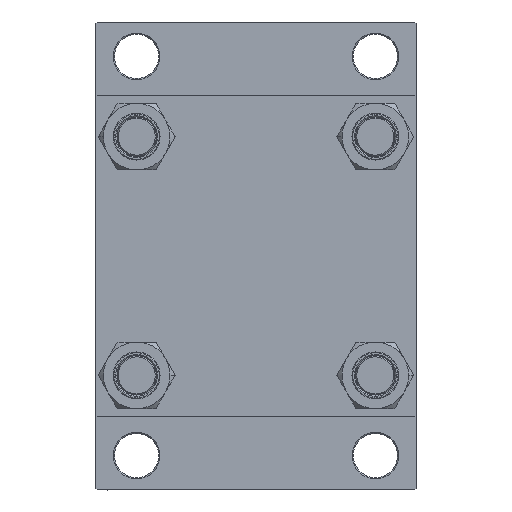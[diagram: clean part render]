
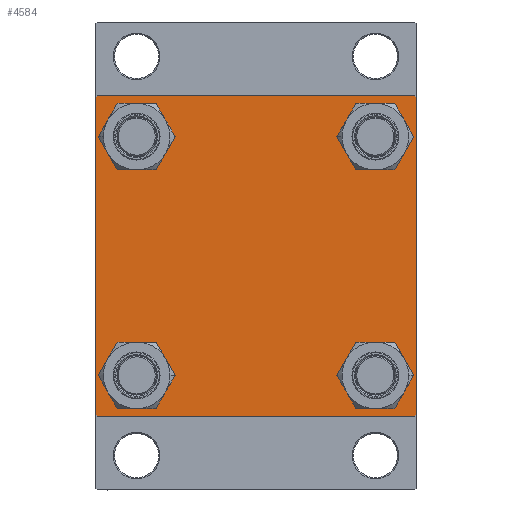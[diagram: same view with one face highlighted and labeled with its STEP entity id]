
A CAD part, left-side view. The second image highlights one B-rep face of the part: STEP entity #4584.
In plain terms, the highlighted planar face has unit normal (-1, 0, 0).
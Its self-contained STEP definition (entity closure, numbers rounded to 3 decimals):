
#24 = CARTESIAN_POINT ( 'NONE',  ( 0., -48.45, -48.45 ) ) ;
#136 = ORIENTED_EDGE ( 'NONE', *, *, #47876, .T. ) ;
#297 = FACE_OUTER_BOUND ( 'NONE', #16761, .T. ) ;
#526 = PLANE ( 'NONE',  #27959 ) ;
#670 = CARTESIAN_POINT ( 'NONE',  ( 0., 64.5, -65. ) ) ;
#776 = CARTESIAN_POINT ( 'NONE',  ( 0., 65., 65. ) ) ;
#1129 = DIRECTION ( 'NONE',  ( 1., 0., 0. ) ) ;
#1299 = DIRECTION ( 'NONE',  ( 0., 0., 1. ) ) ;
#2415 = DIRECTION ( 'NONE',  ( 0., 0., -1. ) ) ;
#2633 = DIRECTION ( 'NONE',  ( 0., 0.707, 0.707 ) ) ;
#2659 = AXIS2_PLACEMENT_3D ( 'NONE', #24, #47572, #40527 ) ;
#2879 = CARTESIAN_POINT ( 'NONE',  ( 0., 65., -65. ) ) ;
#3248 = AXIS2_PLACEMENT_3D ( 'NONE', #6151, #5438, #16600 ) ;
#3636 = EDGE_CURVE ( 'NONE', #24712, #36440, #28694, .T. ) ;
#3927 = CARTESIAN_POINT ( 'NONE',  ( 0., -48.45, -39.95 ) ) ;
#4200 = CARTESIAN_POINT ( 'NONE',  ( 0., -48.45, 39.95 ) ) ;
#4204 = DIRECTION ( 'NONE',  ( 0., 0., -1. ) ) ;
#4492 = VERTEX_POINT ( 'NONE', #21202 ) ;
#4584 = ADVANCED_FACE ( 'NONE', ( #7098, #37169, #22372, #41262, #297 ), #526, .T. ) ;
#5438 = DIRECTION ( 'NONE',  ( 1., 0., 0. ) ) ;
#5577 = CARTESIAN_POINT ( 'NONE',  ( 0., -65., 65. ) ) ;
#5844 = VERTEX_POINT ( 'NONE', #19891 ) ;
#6151 = CARTESIAN_POINT ( 'NONE',  ( 0., -48.45, 48.45 ) ) ;
#6267 = VERTEX_POINT ( 'NONE', #25385 ) ;
#6663 = AXIS2_PLACEMENT_3D ( 'NONE', #10432, #39135, #40254 ) ;
#6664 = EDGE_CURVE ( 'NONE', #47828, #20517, #24916, .T. ) ;
#7098 = FACE_BOUND ( 'NONE', #42220, .T. ) ;
#7335 = CARTESIAN_POINT ( 'NONE',  ( 0., 0., 0. ) ) ;
#7817 = CARTESIAN_POINT ( 'NONE',  ( 0., 48.45, -48.45 ) ) ;
#8074 = CIRCLE ( 'NONE', #2659, 8.5 ) ;
#8863 = LINE ( 'NONE', #20504, #31708 ) ;
#9176 = EDGE_CURVE ( 'NONE', #36809, #9893, #34743, .T. ) ;
#9893 = VERTEX_POINT ( 'NONE', #670 ) ;
#10257 = ORIENTED_EDGE ( 'NONE', *, *, #35343, .T. ) ;
#10432 = CARTESIAN_POINT ( 'NONE',  ( 0., 48.45, 48.45 ) ) ;
#10471 = EDGE_CURVE ( 'NONE', #41320, #16750, #8074, .T. ) ;
#10779 = CARTESIAN_POINT ( 'NONE',  ( 0., 48.45, 48.45 ) ) ;
#11014 = CARTESIAN_POINT ( 'NONE',  ( 0., 65., 65. ) ) ;
#11687 = CARTESIAN_POINT ( 'NONE',  ( 0., 64.75, 64.75 ) ) ;
#11725 = AXIS2_PLACEMENT_3D ( 'NONE', #26724, #14606, #30130 ) ;
#11891 = VECTOR ( 'NONE', #11940, 1000. ) ;
#11940 = DIRECTION ( 'NONE',  ( 0., -0.707, -0.707 ) ) ;
#13523 = CARTESIAN_POINT ( 'NONE',  ( 0., 48.45, -39.95 ) ) ;
#13524 = VECTOR ( 'NONE', #36592, 1000. ) ;
#14537 = DIRECTION ( 'NONE',  ( 1., 0., 0. ) ) ;
#14592 = ORIENTED_EDGE ( 'NONE', *, *, #24693, .T. ) ;
#14606 = DIRECTION ( 'NONE',  ( 1., 0., 0. ) ) ;
#14629 = DIRECTION ( 'NONE',  ( 1., 0., 0. ) ) ;
#14874 = EDGE_CURVE ( 'NONE', #36440, #24712, #27591, .T. ) ;
#15614 = ORIENTED_EDGE ( 'NONE', *, *, #22055, .T. ) ;
#16069 = CIRCLE ( 'NONE', #26150, 8.5 ) ;
#16435 = ORIENTED_EDGE ( 'NONE', *, *, #40325, .T. ) ;
#16600 = DIRECTION ( 'NONE',  ( 0., 0., 1. ) ) ;
#16618 = DIRECTION ( 'NONE',  ( 0., -0.707, 0.707 ) ) ;
#16750 = VERTEX_POINT ( 'NONE', #3927 ) ;
#16761 = EDGE_LOOP ( 'NONE', ( #15614, #45123, #136, #14592, #46870, #18480, #44178, #34706 ) ) ;
#16880 = CARTESIAN_POINT ( 'NONE',  ( 0., -48.45, -56.95 ) ) ;
#17263 = ORIENTED_EDGE ( 'NONE', *, *, #6664, .T. ) ;
#17540 = EDGE_LOOP ( 'NONE', ( #19566, #17647 ) ) ;
#17647 = ORIENTED_EDGE ( 'NONE', *, *, #14874, .T. ) ;
#17777 = EDGE_CURVE ( 'NONE', #20517, #47828, #16069, .T. ) ;
#17946 = DIRECTION ( 'NONE',  ( 0., 0., 1. ) ) ;
#18480 = ORIENTED_EDGE ( 'NONE', *, *, #41171, .T. ) ;
#18850 = VERTEX_POINT ( 'NONE', #24603 ) ;
#19511 = VECTOR ( 'NONE', #2633, 1000. ) ;
#19518 = VECTOR ( 'NONE', #2415, 1000. ) ;
#19566 = ORIENTED_EDGE ( 'NONE', *, *, #3636, .T. ) ;
#19891 = CARTESIAN_POINT ( 'NONE',  ( 0., -65., -64.5 ) ) ;
#20504 = CARTESIAN_POINT ( 'NONE',  ( 0., -64.75, -64.75 ) ) ;
#20517 = VERTEX_POINT ( 'NONE', #13523 ) ;
#21202 = CARTESIAN_POINT ( 'NONE',  ( 0., -48.45, 56.95 ) ) ;
#21828 = AXIS2_PLACEMENT_3D ( 'NONE', #7817, #14629, #37183 ) ;
#22037 = CARTESIAN_POINT ( 'NONE',  ( 0., 48.45, -56.95 ) ) ;
#22055 = EDGE_CURVE ( 'NONE', #45814, #36809, #44223, .T. ) ;
#22158 = CARTESIAN_POINT ( 'NONE',  ( 0., 48.45, 39.95 ) ) ;
#22372 = FACE_BOUND ( 'NONE', #44753, .T. ) ;
#23787 = LINE ( 'NONE', #5577, #19518 ) ;
#23902 = CARTESIAN_POINT ( 'NONE',  ( 0., 48.45, 56.95 ) ) ;
#24245 = CIRCLE ( 'NONE', #36620, 8.5 ) ;
#24603 = CARTESIAN_POINT ( 'NONE',  ( 0., 64.5, 65. ) ) ;
#24693 = EDGE_CURVE ( 'NONE', #37010, #5844, #8863, .T. ) ;
#24712 = VERTEX_POINT ( 'NONE', #23902 ) ;
#24913 = CIRCLE ( 'NONE', #11725, 8.5 ) ;
#24916 = CIRCLE ( 'NONE', #21828, 8.5 ) ;
#24968 = LINE ( 'NONE', #2879, #13524 ) ;
#25385 = CARTESIAN_POINT ( 'NONE',  ( 0., -65., 64.5 ) ) ;
#26150 = AXIS2_PLACEMENT_3D ( 'NONE', #34361, #1129, #46450 ) ;
#26724 = CARTESIAN_POINT ( 'NONE',  ( 0., -48.45, 48.45 ) ) ;
#27126 = AXIS2_PLACEMENT_3D ( 'NONE', #10779, #40833, #1299 ) ;
#27217 = LINE ( 'NONE', #776, #46813 ) ;
#27591 = CIRCLE ( 'NONE', #6663, 8.5 ) ;
#27959 = AXIS2_PLACEMENT_3D ( 'NONE', #7335, #37408, #29665 ) ;
#28694 = CIRCLE ( 'NONE', #27126, 8.5 ) ;
#29121 = ORIENTED_EDGE ( 'NONE', *, *, #17777, .T. ) ;
#29665 = DIRECTION ( 'NONE',  ( 0., 0., 1. ) ) ;
#30130 = DIRECTION ( 'NONE',  ( 0., 0., 1. ) ) ;
#30145 = DIRECTION ( 'NONE',  ( 0., -1., 0. ) ) ;
#30192 = EDGE_LOOP ( 'NONE', ( #16435, #30470 ) ) ;
#30470 = ORIENTED_EDGE ( 'NONE', *, *, #10471, .T. ) ;
#30621 = LINE ( 'NONE', #11687, #42143 ) ;
#30713 = EDGE_CURVE ( 'NONE', #4492, #39926, #24913, .T. ) ;
#31708 = VECTOR ( 'NONE', #16618, 1000. ) ;
#34361 = CARTESIAN_POINT ( 'NONE',  ( 0., 48.45, -48.45 ) ) ;
#34706 = ORIENTED_EDGE ( 'NONE', *, *, #47311, .T. ) ;
#34743 = LINE ( 'NONE', #42249, #11891 ) ;
#35343 = EDGE_CURVE ( 'NONE', #39926, #4492, #37359, .T. ) ;
#36099 = LINE ( 'NONE', #43123, #19511 ) ;
#36417 = CARTESIAN_POINT ( 'NONE',  ( 0., 65., -64.5 ) ) ;
#36440 = VERTEX_POINT ( 'NONE', #22158 ) ;
#36592 = DIRECTION ( 'NONE',  ( 0., -1., 0. ) ) ;
#36620 = AXIS2_PLACEMENT_3D ( 'NONE', #46807, #14537, #17946 ) ;
#36809 = VERTEX_POINT ( 'NONE', #36417 ) ;
#37010 = VERTEX_POINT ( 'NONE', #47261 ) ;
#37167 = CARTESIAN_POINT ( 'NONE',  ( 0., -64.5, 65. ) ) ;
#37169 = FACE_BOUND ( 'NONE', #30192, .T. ) ;
#37183 = DIRECTION ( 'NONE',  ( 0., 0., 1. ) ) ;
#37359 = CIRCLE ( 'NONE', #3248, 8.5 ) ;
#37408 = DIRECTION ( 'NONE',  ( -1., 0., 0. ) ) ;
#38078 = EDGE_CURVE ( 'NONE', #6267, #5844, #23787, .T. ) ;
#39135 = DIRECTION ( 'NONE',  ( 1., 0., 0. ) ) ;
#39201 = CARTESIAN_POINT ( 'NONE',  ( 0., 65., 64.5 ) ) ;
#39926 = VERTEX_POINT ( 'NONE', #4200 ) ;
#40254 = DIRECTION ( 'NONE',  ( 0., 0., 1. ) ) ;
#40325 = EDGE_CURVE ( 'NONE', #16750, #41320, #24245, .T. ) ;
#40527 = DIRECTION ( 'NONE',  ( 0., 0., 1. ) ) ;
#40833 = DIRECTION ( 'NONE',  ( 1., 0., 0. ) ) ;
#41171 = EDGE_CURVE ( 'NONE', #6267, #46203, #36099, .T. ) ;
#41262 = FACE_BOUND ( 'NONE', #17540, .T. ) ;
#41320 = VERTEX_POINT ( 'NONE', #16880 ) ;
#42143 = VECTOR ( 'NONE', #45381, 1000. ) ;
#42220 = EDGE_LOOP ( 'NONE', ( #43234, #10257 ) ) ;
#42249 = CARTESIAN_POINT ( 'NONE',  ( 0., 64.75, -64.75 ) ) ;
#43123 = CARTESIAN_POINT ( 'NONE',  ( 0., -64.75, 64.75 ) ) ;
#43234 = ORIENTED_EDGE ( 'NONE', *, *, #30713, .T. ) ;
#43960 = VECTOR ( 'NONE', #4204, 1000. ) ;
#44178 = ORIENTED_EDGE ( 'NONE', *, *, #47264, .F. ) ;
#44223 = LINE ( 'NONE', #11014, #43960 ) ;
#44753 = EDGE_LOOP ( 'NONE', ( #29121, #17263 ) ) ;
#45123 = ORIENTED_EDGE ( 'NONE', *, *, #9176, .T. ) ;
#45381 = DIRECTION ( 'NONE',  ( 0., 0.707, -0.707 ) ) ;
#45814 = VERTEX_POINT ( 'NONE', #39201 ) ;
#46203 = VERTEX_POINT ( 'NONE', #37167 ) ;
#46450 = DIRECTION ( 'NONE',  ( 0., 0., 1. ) ) ;
#46807 = CARTESIAN_POINT ( 'NONE',  ( 0., -48.45, -48.45 ) ) ;
#46813 = VECTOR ( 'NONE', #30145, 1000. ) ;
#46870 = ORIENTED_EDGE ( 'NONE', *, *, #38078, .F. ) ;
#47261 = CARTESIAN_POINT ( 'NONE',  ( 0., -64.5, -65. ) ) ;
#47264 = EDGE_CURVE ( 'NONE', #18850, #46203, #27217, .T. ) ;
#47311 = EDGE_CURVE ( 'NONE', #18850, #45814, #30621, .T. ) ;
#47572 = DIRECTION ( 'NONE',  ( 1., 0., 0. ) ) ;
#47828 = VERTEX_POINT ( 'NONE', #22037 ) ;
#47876 = EDGE_CURVE ( 'NONE', #9893, #37010, #24968, .T. ) ;
